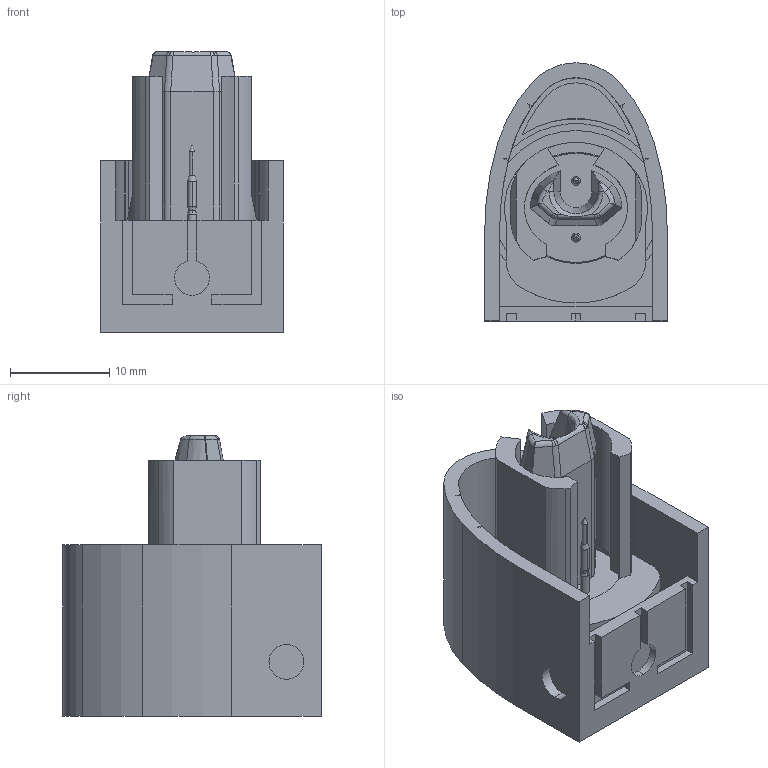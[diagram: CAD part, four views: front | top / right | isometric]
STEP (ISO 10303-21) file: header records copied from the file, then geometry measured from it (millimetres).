
FILE_DESCRIPTION (( 'STEP AP203' ), '1' );
FILE_NAME ('1804-3721_Default.step', '2022-02-03T14:52:35', ( 'Windows User' ), ( '' ), 'SwSTEP 2.0', 'SolidWorks 2021', '' );
FILE_SCHEMA (( 'CONFIG_CONTROL_DESIGN' ));
Length unit declared in the file: millimetre
Products named in the file (1): 1804-3721_Default
Bounding box: 18.4 x 26 x 28.3 mm (x, y, z)
Volume: 4853.8 mm3; surface area: 6599.4 mm2
Topology: 5 solids, 5 shells, 347 faces, 929 edges, 589 vertices
Faces by surface type: cylinder 155, plane 120, bspline 44, cone 28
Entity records: 12212 total; most frequent: CARTESIAN_POINT 3717, ORIENTED_EDGE 1842, DIRECTION 1739, EDGE_CURVE 921, AXIS2_PLACEMENT_3D 651, VERTEX_POINT 589, LINE 437, VECTOR 437
